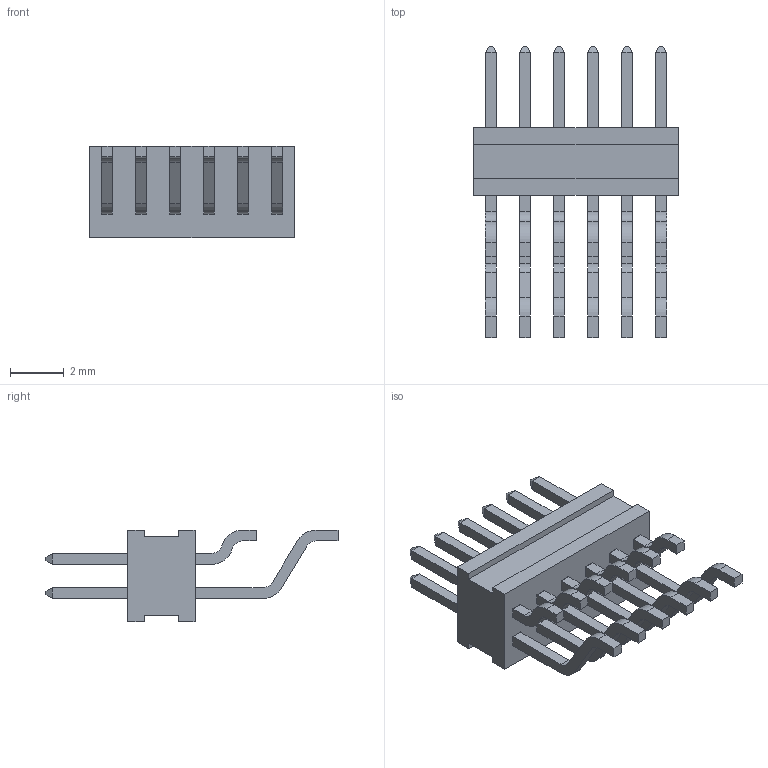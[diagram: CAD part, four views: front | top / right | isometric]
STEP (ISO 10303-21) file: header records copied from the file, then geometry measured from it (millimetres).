
FILE_DESCRIPTION( ( 'STEP AP214' ), ' ' );
FILE_NAME( 'FTSH-106-01-L-DH.stp', '2018-06-04T19:05:10', ( '' ), ( '' ), ' ', 'PARTsolutions', ' ' );
FILE_SCHEMA( ( 'AUTOMOTIVE_DESIGN { 1 0 10303 214 1 1 1 1 }' ) );
Length unit declared in the file: inch
Products named in the file (4): FTSH-106-01-L-DH; _FTSH-106-01-L-DH_body; _FTSH-106-01-L-DH_pins1; _FTSH-106-01-L-DH_pins2
Assembly tree (3 placements, depth 2):
  FTSH-106-01-L-DH
    _FTSH-106-01-L-DH_body
    _FTSH-106-01-L-DH_pins1
    _FTSH-106-01-L-DH_pins2
Bounding box: 7.62 x 10.9 x 3.43 mm (x, y, z)
Volume: 77 mm3; surface area: 358.6 mm2
Topology: 3 solids, 3 shells, 316 faces, 882 edges, 572 vertices
Faces by surface type: plane 268, cylinder 48
Entity records: 12604 total; most frequent: CARTESIAN_POINT 1774, ORIENTED_EDGE 1764, DIRECTION 1618, EDGE_CURVE 882, LINE 786, VECTOR 786, VERTEX_POINT 572, AXIS2_PLACEMENT_3D 416
